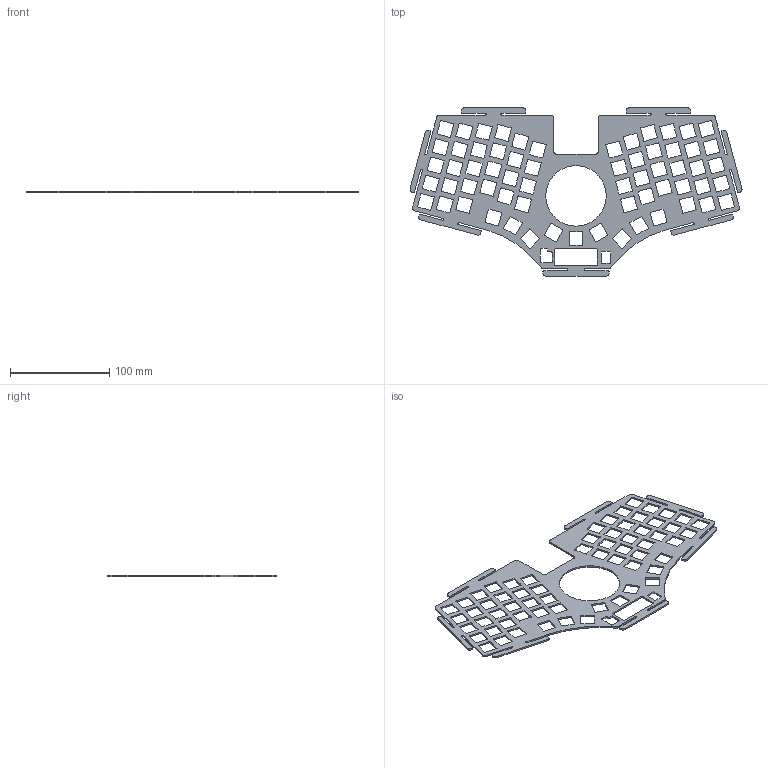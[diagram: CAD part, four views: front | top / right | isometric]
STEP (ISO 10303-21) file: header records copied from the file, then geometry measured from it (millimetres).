
FILE_DESCRIPTION(/* description */ (''),/* implementation_level */ '2;1');
FILE_NAME(/* name */ 'Plate Scroll.step',/* time_stamp */ '2023-07-16T08:54:42+01:00',/* author */ (''),/* organization */ (''),/* preprocessor_version */ 'ST-DEVELOPER v19.2',/* originating_system */ 'Autodesk Translation Framework v12.6.0.85',/* authorisation */ '');
FILE_SCHEMA (('AUTOMOTIVE_DESIGN { 1 0 10303 214 3 1 1 }'));
Length unit declared in the file: millimetre
Products named in the file (1): Plate Scroll
Bounding box: 334.8 x 169.64 x 1.6 mm (x, y, z)
Volume: 37270.4 mm3; surface area: 55479.3 mm2
Topology: 1 solids, 1 shells, 646 faces, 1935 edges, 1290 vertices
Faces by surface type: plane 325, cylinder 319, bspline 2
Full cylindrical faces by diameter (mm): 61 x1
Entity records: 22270 total; most frequent: CARTESIAN_POINT 3926, ORIENTED_EDGE 3870, DIRECTION 3855, EDGE_CURVE 1935, VERTEX_POINT 1290, LINE 1289, VECTOR 1289, AXIS2_PLACEMENT_3D 1283
